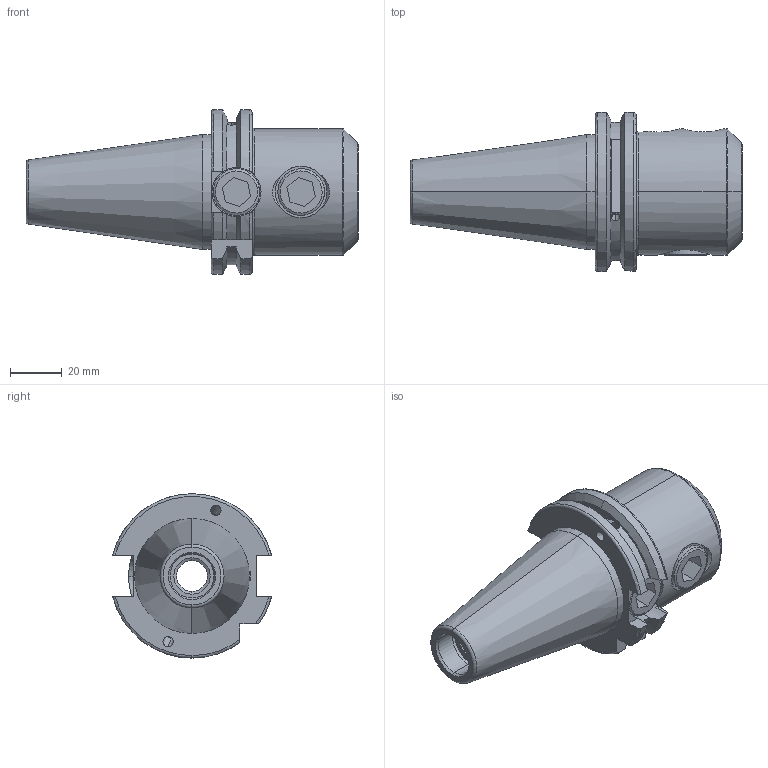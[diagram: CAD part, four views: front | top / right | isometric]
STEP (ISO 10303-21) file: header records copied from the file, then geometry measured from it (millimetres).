
FILE_DESCRIPTION (( 'STEP AP203' ), '1' );
FILE_NAME ('91406-WE725060.STEP', '2022-07-07T05:17:39', ( '' ), ( '' ), 'SwSTEP 2.0', 'SolidWorks 2018', '' );
FILE_SCHEMA (( 'CONFIG_CONTROL_DESIGN' ));
Length unit declared in the file: millimetre
Products named in the file (5): SK40EM25060FWW R03; GS-M4X4_DIN 913 - M4 x 4-N; GS-M18X2X12; 91406-WE725060
Assembly tree (6 placements, depth 3):
  91406-WE725060
    SK40EM25060FWW R03
      SK40EM25060FWW R03
      GS-M4X4_DIN 913 - M4 x 4-N  x2
      GS-M18X2X12  x2
Bounding box: 128.4 x 61.48 x 63.55 mm (x, y, z)
Volume: 144512.2 mm3; surface area: 34195.6 mm2
Topology: 5 solids, 5 shells, 254 faces, 649 edges, 414 vertices
Faces by surface type: cone 84, plane 75, cylinder 68, torus 19, sphere 4, bspline 4
Entity records: 7333 total; most frequent: CARTESIAN_POINT 2002, DIRECTION 1034, ORIENTED_EDGE 994, EDGE_CURVE 497, AXIS2_PLACEMENT_3D 416, VERTEX_POINT 318, CIRCLE 218, EDGE_LOOP 213
